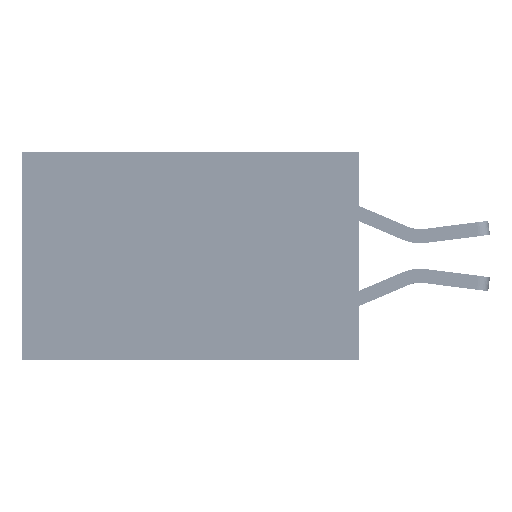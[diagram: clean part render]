
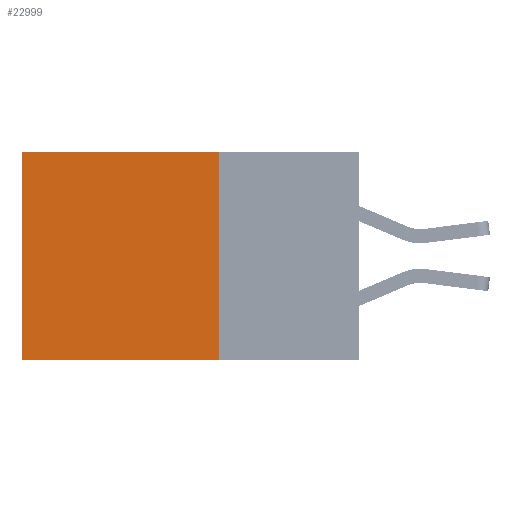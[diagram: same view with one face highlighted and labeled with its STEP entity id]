
A CAD part, left-side view. The second image highlights one B-rep face of the part: STEP entity #22999.
In plain terms, the highlighted planar face has unit normal (-1, 0, 0).
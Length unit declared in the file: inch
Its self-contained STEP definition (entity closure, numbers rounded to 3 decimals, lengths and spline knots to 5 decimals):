
#1521 = EDGE_LOOP ( 'NONE', ( #31593, #42189, #32446, #23237 ) ) ;
#1527 = DIRECTION ( 'NONE',  ( 0., 0., -1. ) ) ;
#2846 = CARTESIAN_POINT ( 'NONE',  ( 0.2875, 0.25, -0.37 ) ) ;
#3865 = VERTEX_POINT ( 'NONE', #29432 ) ;
#3978 = VERTEX_POINT ( 'NONE', #2846 ) ;
#5128 = LINE ( 'NONE', #16749, #8089 ) ;
#6103 = CARTESIAN_POINT ( 'NONE',  ( 0.2875, 0.25, 0. ) ) ;
#6558 = EDGE_CURVE ( 'NONE', #3978, #3865, #44170, .T. ) ;
#8089 = VECTOR ( 'NONE', #8746, 39.37008 ) ;
#8746 = DIRECTION ( 'NONE',  ( 0., 0., -1. ) ) ;
#10004 = AXIS2_PLACEMENT_3D ( 'NONE', #32296, #12339, #1527 ) ;
#12339 = DIRECTION ( 'NONE',  ( 1., 0., 0. ) ) ;
#12714 = CARTESIAN_POINT ( 'NONE',  ( 0.2875, 0.6, 0. ) ) ;
#13322 = VECTOR ( 'NONE', #15408, 39.37008 ) ;
#15408 = DIRECTION ( 'NONE',  ( 0., 0., -1. ) ) ;
#16749 = CARTESIAN_POINT ( 'NONE',  ( 0.2875, 0.25, 0. ) ) ;
#17908 = VECTOR ( 'NONE', #20967, 39.37008 ) ;
#18334 = EDGE_CURVE ( 'NONE', #22112, #3865, #44274, .T. ) ;
#19230 = CARTESIAN_POINT ( 'NONE',  ( 0.2875, 0.6, 0. ) ) ;
#20967 = DIRECTION ( 'NONE',  ( 0., 1., 0. ) ) ;
#22000 = DIRECTION ( 'NONE',  ( 0., 1., 0. ) ) ;
#22112 = VERTEX_POINT ( 'NONE', #12714 ) ;
#22999 = ADVANCED_FACE ( 'NONE', ( #44339 ), #48514, .F. ) ;
#23237 = ORIENTED_EDGE ( 'NONE', *, *, #37317, .T. ) ;
#24589 = CARTESIAN_POINT ( 'NONE',  ( 0.2875, 0.25, 0. ) ) ;
#25589 = VECTOR ( 'NONE', #22000, 39.37008 ) ;
#25842 = EDGE_CURVE ( 'NONE', #48964, #3978, #5128, .T. ) ;
#29432 = CARTESIAN_POINT ( 'NONE',  ( 0.2875, 0.6, -0.37 ) ) ;
#31593 = ORIENTED_EDGE ( 'NONE', *, *, #18334, .T. ) ;
#32296 = CARTESIAN_POINT ( 'NONE',  ( 0.2875, 0.25, 0. ) ) ;
#32446 = ORIENTED_EDGE ( 'NONE', *, *, #25842, .F. ) ;
#37317 = EDGE_CURVE ( 'NONE', #48964, #22112, #51365, .T. ) ;
#37780 = CARTESIAN_POINT ( 'NONE',  ( 0.2875, 0.25, -0.37 ) ) ;
#42189 = ORIENTED_EDGE ( 'NONE', *, *, #6558, .F. ) ;
#44170 = LINE ( 'NONE', #37780, #25589 ) ;
#44274 = LINE ( 'NONE', #19230, #13322 ) ;
#44339 = FACE_OUTER_BOUND ( 'NONE', #1521, .T. ) ;
#48514 = PLANE ( 'NONE',  #10004 ) ;
#48964 = VERTEX_POINT ( 'NONE', #6103 ) ;
#51365 = LINE ( 'NONE', #24589, #17908 ) ;
